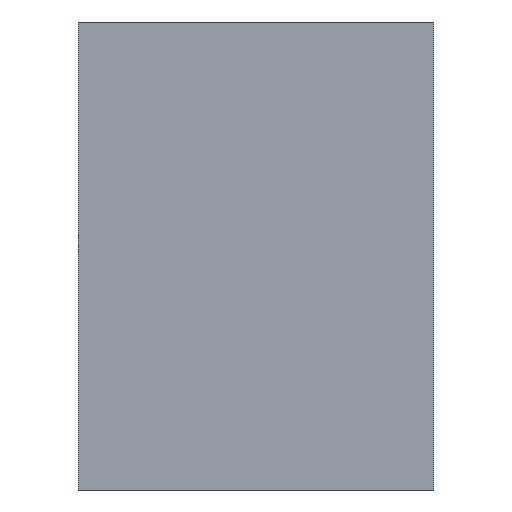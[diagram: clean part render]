
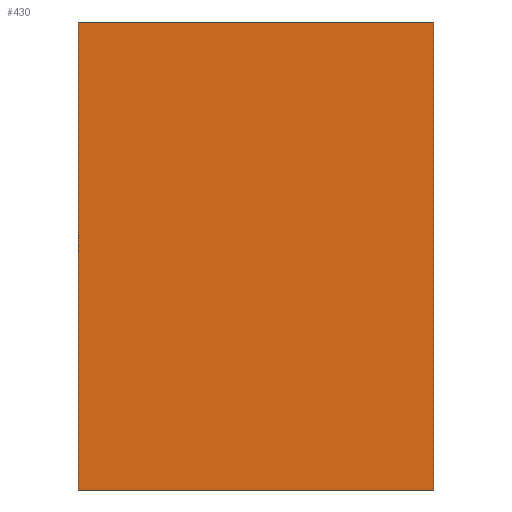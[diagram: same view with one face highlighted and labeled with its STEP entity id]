
A CAD part, front view. The second image highlights one B-rep face of the part: STEP entity #430.
In plain terms, the highlighted planar face has unit normal (0, -1, 0).
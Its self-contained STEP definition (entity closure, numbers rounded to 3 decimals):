
#59=LINE('',#696,#101);
#63=LINE('',#704,#105);
#66=LINE('',#710,#108);
#69=LINE('',#715,#111);
#101=VECTOR('',#582,10.);
#105=VECTOR('',#588,10.);
#108=VECTOR('',#593,10.);
#111=VECTOR('',#598,10.);
#142=FACE_OUTER_BOUND('',#178,.T.);
#178=EDGE_LOOP('',(#385,#386,#387,#388));
#219=VERTEX_POINT('',#694);
#220=VERTEX_POINT('',#695);
#223=VERTEX_POINT('',#703);
#225=VERTEX_POINT('',#709);
#269=EDGE_CURVE('',#219,#220,#59,.T.);
#273=EDGE_CURVE('',#223,#219,#63,.T.);
#276=EDGE_CURVE('',#225,#223,#66,.T.);
#279=EDGE_CURVE('',#220,#225,#69,.T.);
#385=ORIENTED_EDGE('',*,*,#269,.F.);
#386=ORIENTED_EDGE('',*,*,#273,.F.);
#387=ORIENTED_EDGE('',*,*,#276,.F.);
#388=ORIENTED_EDGE('',*,*,#279,.F.);
#406=PLANE('',#487);
#430=ADVANCED_FACE('',(#142),#406,.F.);
#487=AXIS2_PLACEMENT_3D('',#718,#602,#603);
#582=DIRECTION('',(0.,0.,-1.));
#588=DIRECTION('',(1.,0.,0.));
#593=DIRECTION('',(0.,0.,1.));
#598=DIRECTION('',(-1.,0.,0.));
#602=DIRECTION('center_axis',(0.,1.,0.));
#603=DIRECTION('ref_axis',(0.,0.,1.));
#694=CARTESIAN_POINT('',(38.17,0.,0.));
#695=CARTESIAN_POINT('',(38.17,0.,-50.2));
#696=CARTESIAN_POINT('',(38.17,0.,0.));
#703=CARTESIAN_POINT('',(0.,0.,0.));
#704=CARTESIAN_POINT('',(0.,0.,0.));
#709=CARTESIAN_POINT('',(0.,0.,-50.2));
#710=CARTESIAN_POINT('',(0.,0.,-50.2));
#715=CARTESIAN_POINT('',(38.17,0.,-50.2));
#718=CARTESIAN_POINT('Origin',(19.085,0.,-25.1));
